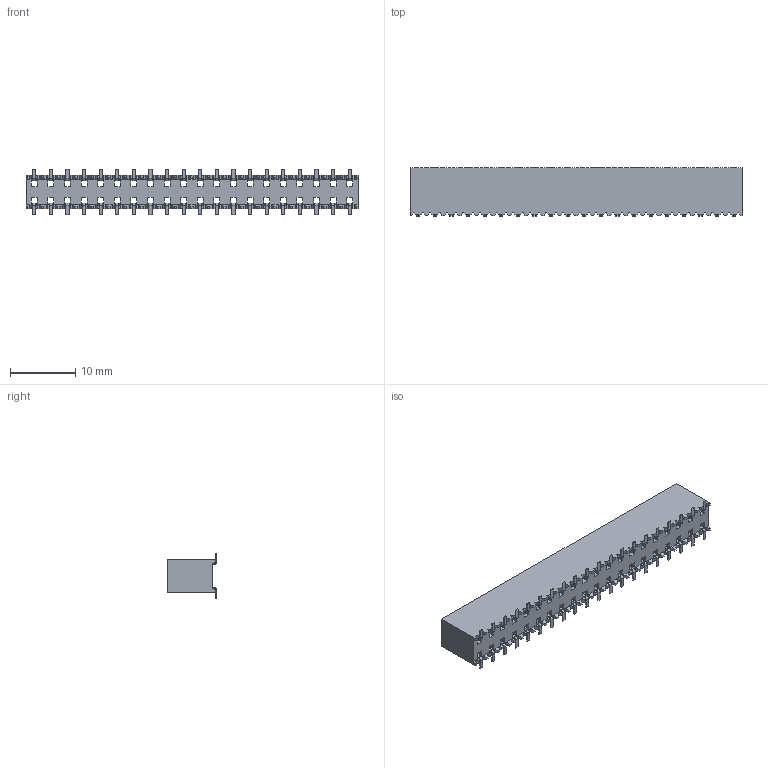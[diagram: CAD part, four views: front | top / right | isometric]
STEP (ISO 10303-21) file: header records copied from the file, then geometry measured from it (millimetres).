
FILE_DESCRIPTION( ( 'STEP AP214' ), ' ' );
FILE_NAME( 'SSM-120-S-DV.stp', '2016-04-29T13:47:30', ( '' ), ( '' ), ' ', 'PARTsolutions', ' ' );
FILE_SCHEMA( ( 'AUTOMOTIVE_DESIGN { 1 0 10303 214 1 1 1 1 }' ) );
Length unit declared in the file: inch
Products named in the file (3): SSM-120-S-DV; _SSM-120-S-DV_body; _C-137-0120
Assembly tree (2 placements, depth 2):
  SSM-120-S-DV
    _SSM-120-S-DV_body
    _C-137-0120
Bounding box: 50.8 x 7.42 x 7.04 mm (x, y, z)
Volume: 1567.4 mm3; surface area: 2715.3 mm2
Topology: 2 solids, 2 shells, 965 faces, 2880 edges, 1920 vertices
Faces by surface type: plane 885, cylinder 80
Entity records: 39900 total; most frequent: CARTESIAN_POINT 5768, ORIENTED_EDGE 5760, DIRECTION 4976, EDGE_CURVE 2880, LINE 2720, VECTOR 2720, VERTEX_POINT 1920, AXIS2_PLACEMENT_3D 1128
